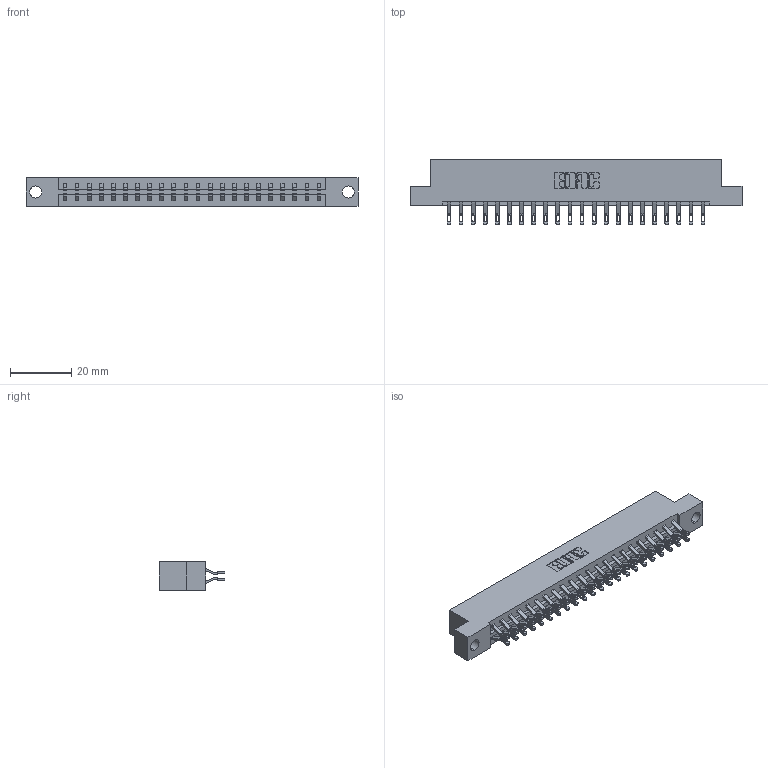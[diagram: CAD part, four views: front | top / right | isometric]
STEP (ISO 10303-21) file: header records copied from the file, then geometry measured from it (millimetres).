
FILE_DESCRIPTION (( 'STEP AP203' ), '1' );
FILE_NAME ('833-044-555-204.STEP', '2020-06-04T01:44:28', ( '' ), ( '' ), 'SwSTEP 2.0', 'SolidWorks 2020', '' );
FILE_SCHEMA (( 'CONFIG_CONTROL_DESIGN' ));
Length unit declared in the file: inch
Products named in the file (3): 833 Part_Flush - .156 Dia - TH; 833-044-555-204; 345-292-001_555 Tail
Assembly tree (45 placements, depth 2):
  833-044-555-204
    833 Part_Flush - .156 Dia - TH
    345-292-001_555 Tail  x44
Bounding box: 108.71 x 21.47 x 9.4 mm (x, y, z)
Volume: 10951.6 mm3; surface area: 13009.3 mm2
Topology: 45 solids, 45 shells, 2666 faces, 8363 edges, 5574 vertices
Faces by surface type: plane 1566, cylinder 1100
Entity records: 17069 total; most frequent: CARTESIAN_POINT 2888, ORIENTED_EDGE 2794, DIRECTION 2473, EDGE_CURVE 1397, VECTOR 1249, LINE 1249, VERTEX_POINT 930, AXIS2_PLACEMENT_3D 612
